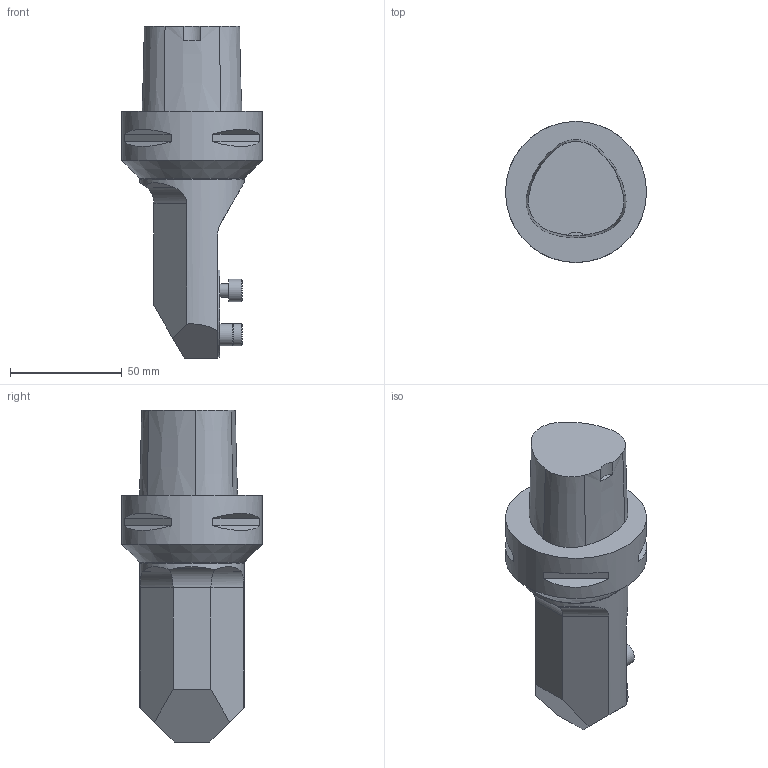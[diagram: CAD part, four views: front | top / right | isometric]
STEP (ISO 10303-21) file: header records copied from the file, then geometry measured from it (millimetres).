
FILE_DESCRIPTION(/* description */ (''),/* implementation_level */ '2;1');
FILE_NAME(/* name */ '1524230008688.stp',/* time_stamp */ '2018-04-20T15:13:37+02:00',/* author */ (''),/* organization */ ('SMS'),/* preprocessor_version */ 'ST-DEVELOPER v15',/* originating_system */ 'SIEMENS PLM Software NX 8.5',/* authorisation */ '');
FILE_SCHEMA (('AUTOMOTIVE_DESIGN { 1 0 10303 214 3 1 1 1 }'));
Length unit declared in the file: millimetre
Products named in the file (1): 112030517mod000_00
Bounding box: 63 x 63 x 148.3 mm (x, y, z)
Volume: 230011.1 mm3; surface area: 26831.5 mm2
Topology: 1 solids, 1 shells, 63 faces, 145 edges, 100 vertices
Faces by surface type: plane 36, cylinder 15, cone 11, torus 1
Full cylindrical faces by diameter (mm): 6 x3, 10 x4, 46.5 x1, 63 x1
Entity records: 1742 total; most frequent: CARTESIAN_POINT 315, DIRECTION 305, ORIENTED_EDGE 244, AXIS2_PLACEMENT_3D 126, EDGE_CURVE 122, EDGE_LOOP 91, VERTEX_POINT 89, ADVANCED_FACE 63
